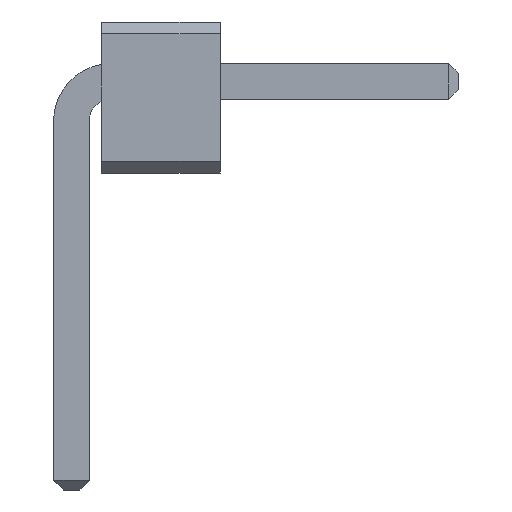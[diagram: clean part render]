
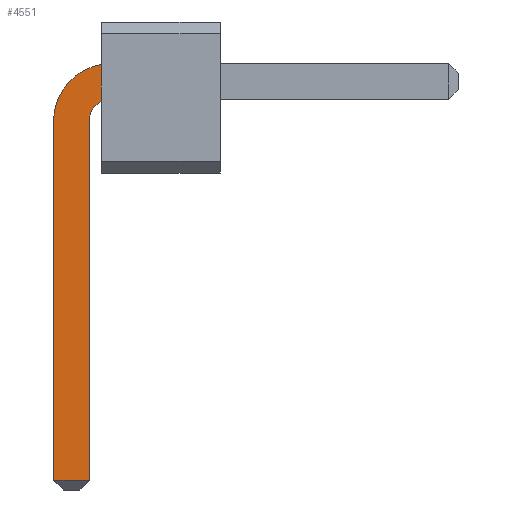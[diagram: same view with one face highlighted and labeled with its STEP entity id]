
A CAD part, front view. The second image highlights one B-rep face of the part: STEP entity #4551.
In plain terms, the highlighted planar face has unit normal (0, -1, 0).
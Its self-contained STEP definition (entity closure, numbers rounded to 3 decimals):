
#1662 = VERTEX_POINT('',#1663);
#1663 = CARTESIAN_POINT('',(0.25,-10.15,0.779));
#1669 = EDGE_CURVE('',#1662,#1670,#1672,.T.);
#1670 = VERTEX_POINT('',#1671);
#1671 = CARTESIAN_POINT('',(0.25,-10.15,0.467));
#1672 = LINE('',#1673,#1674);
#1673 = CARTESIAN_POINT('',(0.25,-10.15,0.1));
#1674 = VECTOR('',#1675,1.);
#1675 = DIRECTION('',(0.,0.,-1.));
#4532 = EDGE_CURVE('',#1670,#4533,#4535,.T.);
#4533 = VERTEX_POINT('',#4534);
#4534 = CARTESIAN_POINT('',(0.15,-10.15,0.335));
#4535 = CIRCLE('',#4536,0.194);
#4536 = AXIS2_PLACEMENT_3D('',#4537,#4538,#4539);
#4537 = CARTESIAN_POINT('',(0.34,-10.15,0.295));
#4538 = DIRECTION('',(0.,-1.,0.));
#4539 = DIRECTION('',(-0.207,0.,0.978)
);
#4551 = ADVANCED_FACE('',(#4552),#4587,.F.);
#4552 = FACE_BOUND('',#4553,.F.);
#4553 = EDGE_LOOP('',(#4554,#4555,#4556,#4564,#4572,#4580));
#4554 = ORIENTED_EDGE('',*,*,#1669,.T.);
#4555 = ORIENTED_EDGE('',*,*,#4532,.T.);
#4556 = ORIENTED_EDGE('',*,*,#4557,.T.);
#4557 = EDGE_CURVE('',#4533,#4558,#4560,.T.);
#4558 = VERTEX_POINT('',#4559);
#4559 = CARTESIAN_POINT('',(0.15,-10.15,-2.72));
#4560 = LINE('',#4561,#4562);
#4561 = CARTESIAN_POINT('',(0.15,-10.15,0.335));
#4562 = VECTOR('',#4563,1.);
#4563 = DIRECTION('',(0.,0.,-1.));
#4564 = ORIENTED_EDGE('',*,*,#4565,.T.);
#4565 = EDGE_CURVE('',#4558,#4566,#4568,.T.);
#4566 = VERTEX_POINT('',#4567);
#4567 = CARTESIAN_POINT('',(-0.15,-10.15,-2.72));
#4568 = LINE('',#4569,#4570);
#4569 = CARTESIAN_POINT('',(0.15,-10.15,-2.72));
#4570 = VECTOR('',#4571,1.);
#4571 = DIRECTION('',(-1.,0.,0.));
#4572 = ORIENTED_EDGE('',*,*,#4573,.T.);
#4573 = EDGE_CURVE('',#4566,#4574,#4576,.T.);
#4574 = VERTEX_POINT('',#4575);
#4575 = CARTESIAN_POINT('',(-0.15,-10.15,0.335));
#4576 = LINE('',#4577,#4578);
#4577 = CARTESIAN_POINT('',(-0.15,-10.15,-2.8));
#4578 = VECTOR('',#4579,1.);
#4579 = DIRECTION('',(0.,0.,1.));
#4580 = ORIENTED_EDGE('',*,*,#4581,.T.);
#4581 = EDGE_CURVE('',#4574,#1662,#4582,.T.);
#4582 = CIRCLE('',#4583,0.485);
#4583 = AXIS2_PLACEMENT_3D('',#4584,#4585,#4586);
#4584 = CARTESIAN_POINT('',(0.333,-10.15,0.302));
#4585 = DIRECTION('',(0.,1.,0.));
#4586 = DIRECTION('',(-0.998,0.,
0.069));
#4587 = PLANE('',#4588);
#4588 = AXIS2_PLACEMENT_3D('',#4589,#4590,#4591);
#4589 = CARTESIAN_POINT('',(0.841,-10.15,-0.301));
#4590 = DIRECTION('',(0.,1.,-0.));
#4591 = DIRECTION('',(0.,0.,-1.));
